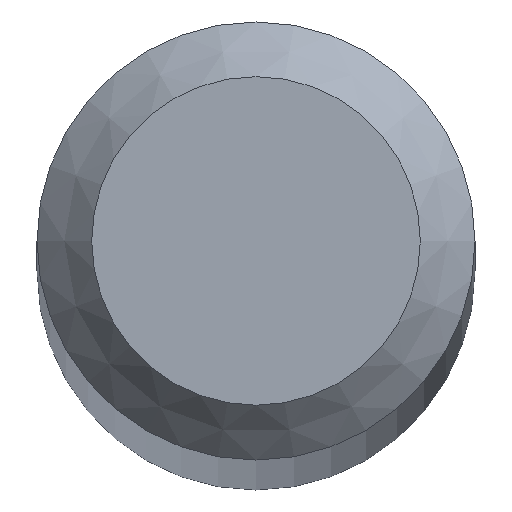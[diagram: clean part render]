
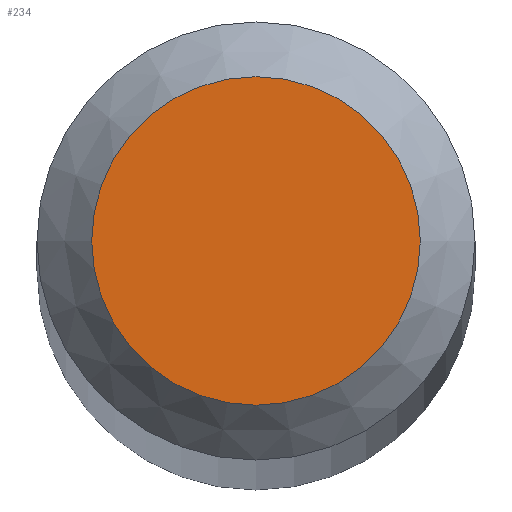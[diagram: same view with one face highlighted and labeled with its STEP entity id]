
A CAD part, top view. The second image highlights one B-rep face of the part: STEP entity #234.
In plain terms, the highlighted planar face has unit normal (0, 0, 1).
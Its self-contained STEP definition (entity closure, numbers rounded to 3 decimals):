
#77 = CONICAL_SURFACE('',#78,4.,0.785);
#78 = AXIS2_PLACEMENT_3D('',#79,#80,#81);
#79 = CARTESIAN_POINT('',(0.,0.,314.));
#80 = DIRECTION('',(0.,0.,-1.));
#81 = DIRECTION('',(1.,0.,0.));
#178 = VERTEX_POINT('',#179);
#179 = CARTESIAN_POINT('',(3.,0.,315.));
#200 = EDGE_CURVE('',#178,#178,#201,.T.);
#201 = SURFACE_CURVE('',#202,(#207,#214),.PCURVE_S1.);
#202 = CIRCLE('',#203,3.);
#203 = AXIS2_PLACEMENT_3D('',#204,#205,#206);
#204 = CARTESIAN_POINT('',(0.,0.,315.));
#205 = DIRECTION('',(0.,-0.,1.));
#206 = DIRECTION('',(1.,0.,0.));
#207 = PCURVE('',#77,#208);
#208 = DEFINITIONAL_REPRESENTATION('',(#209),#213);
#209 = LINE('',#210,#211);
#210 = CARTESIAN_POINT('',(-0.,-1.));
#211 = VECTOR('',#212,1.);
#212 = DIRECTION('',(-1.,-0.));
#213 = ( GEOMETRIC_REPRESENTATION_CONTEXT(2) 
PARAMETRIC_REPRESENTATION_CONTEXT() REPRESENTATION_CONTEXT('2D SPACE',''
  ) );
#214 = PCURVE('',#215,#220);
#215 = PLANE('',#216);
#216 = AXIS2_PLACEMENT_3D('',#217,#218,#219);
#217 = CARTESIAN_POINT('',(4.,0.,315.));
#218 = DIRECTION('',(0.,0.,-1.));
#219 = DIRECTION('',(-1.,0.,0.));
#220 = DEFINITIONAL_REPRESENTATION('',(#221),#229);
#221 = ( BOUNDED_CURVE() B_SPLINE_CURVE(2,(#222,#223,#224,#225,#226,#227
,#228),.UNSPECIFIED.,.F.,.F.) B_SPLINE_CURVE_WITH_KNOTS((1,2,2,2,2,1),(
    -2.094,0.,2.094,4.189,6.283,
8.378),.UNSPECIFIED.) CURVE() GEOMETRIC_REPRESENTATION_ITEM() 
RATIONAL_B_SPLINE_CURVE((1.,0.5,1.,0.5,1.,0.5,1.)) REPRESENTATION_ITEM(
  '') );
#222 = CARTESIAN_POINT('',(1.,0.));
#223 = CARTESIAN_POINT('',(1.,5.196));
#224 = CARTESIAN_POINT('',(5.5,2.598));
#225 = CARTESIAN_POINT('',(10.,0.));
#226 = CARTESIAN_POINT('',(5.5,-2.598));
#227 = CARTESIAN_POINT('',(1.,-5.196));
#228 = CARTESIAN_POINT('',(1.,0.));
#229 = ( GEOMETRIC_REPRESENTATION_CONTEXT(2) 
PARAMETRIC_REPRESENTATION_CONTEXT() REPRESENTATION_CONTEXT('2D SPACE',''
  ) );
#234 = ADVANCED_FACE('',(#235),#215,.F.);
#235 = FACE_BOUND('',#236,.F.);
#236 = EDGE_LOOP('',(#237));
#237 = ORIENTED_EDGE('',*,*,#200,.F.);
